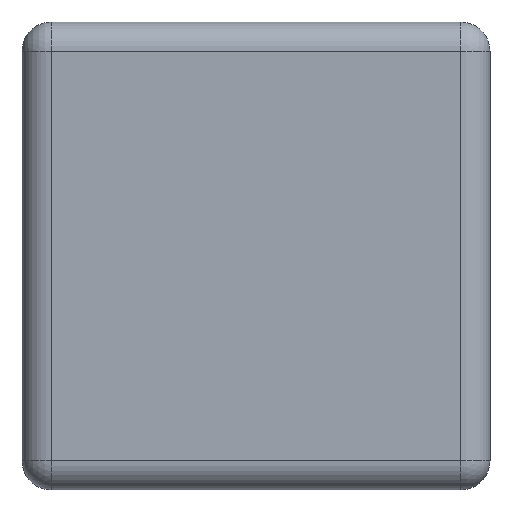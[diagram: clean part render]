
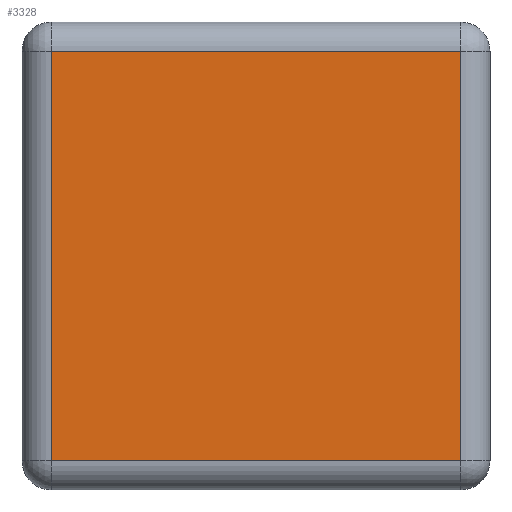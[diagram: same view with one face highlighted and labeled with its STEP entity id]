
A CAD part, left-side view. The second image highlights one B-rep face of the part: STEP entity #3328.
In plain terms, the highlighted planar face has unit normal (-1, 0, 0).
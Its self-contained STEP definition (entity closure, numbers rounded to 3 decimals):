
#15 = EDGE_CURVE ( 'NONE', #2817, #2732, #3004, .T. ) ;
#107 = CARTESIAN_POINT ( 'NONE',  ( -0.8, -0.4, 0.8 ) ) ;
#160 = DIRECTION ( 'NONE',  ( 0., 0., -1. ) ) ;
#181 = LINE ( 'NONE', #1815, #1927 ) ;
#272 = CARTESIAN_POINT ( 'NONE',  ( -0.8, 0.35, 0.75 ) ) ;
#717 = VERTEX_POINT ( 'NONE', #2304 ) ;
#744 = EDGE_CURVE ( 'NONE', #2732, #717, #1098, .T. ) ;
#989 = ORIENTED_EDGE ( 'NONE', *, *, #1489, .T. ) ;
#1011 = CARTESIAN_POINT ( 'NONE',  ( -0.8, 0.4, 0.75 ) ) ;
#1098 = LINE ( 'NONE', #1926, #5043 ) ;
#1489 = EDGE_CURVE ( 'NONE', #4914, #2817, #181, .T. ) ;
#1724 = EDGE_LOOP ( 'NONE', ( #4114, #1944, #4818, #989 ) ) ;
#1815 = CARTESIAN_POINT ( 'NONE',  ( -0.8, 0.35, 0.8 ) ) ;
#1926 = CARTESIAN_POINT ( 'NONE',  ( -0.8, -0.35, 0.8 ) ) ;
#1927 = VECTOR ( 'NONE', #160, 1000. ) ;
#1944 = ORIENTED_EDGE ( 'NONE', *, *, #744, .T. ) ;
#2087 = PLANE ( 'NONE',  #3141 ) ;
#2245 = DIRECTION ( 'NONE',  ( 0., 1., 0. ) ) ;
#2304 = CARTESIAN_POINT ( 'NONE',  ( -0.8, -0.35, 0.75 ) ) ;
#2500 = FACE_OUTER_BOUND ( 'NONE', #1724, .T. ) ;
#2521 = DIRECTION ( 'NONE',  ( 1., 0., 0. ) ) ;
#2732 = VERTEX_POINT ( 'NONE', #3073 ) ;
#2817 = VERTEX_POINT ( 'NONE', #3513 ) ;
#3004 = LINE ( 'NONE', #4687, #3267 ) ;
#3073 = CARTESIAN_POINT ( 'NONE',  ( -0.8, -0.35, 0.05 ) ) ;
#3141 = AXIS2_PLACEMENT_3D ( 'NONE', #107, #2521, #3768 ) ;
#3267 = VECTOR ( 'NONE', #3856, 1000. ) ;
#3328 = ADVANCED_FACE ( 'NONE', ( #2500 ), #2087, .F. ) ;
#3513 = CARTESIAN_POINT ( 'NONE',  ( -0.8, 0.35, 0.05 ) ) ;
#3592 = DIRECTION ( 'NONE',  ( 0., 0., 1. ) ) ;
#3768 = DIRECTION ( 'NONE',  ( 0., 0., -1. ) ) ;
#3856 = DIRECTION ( 'NONE',  ( 0., -1., 0. ) ) ;
#4057 = VECTOR ( 'NONE', #2245, 1000. ) ;
#4114 = ORIENTED_EDGE ( 'NONE', *, *, #15, .T. ) ;
#4555 = EDGE_CURVE ( 'NONE', #717, #4914, #5094, .T. ) ;
#4687 = CARTESIAN_POINT ( 'NONE',  ( -0.8, -0.4, 0.05 ) ) ;
#4818 = ORIENTED_EDGE ( 'NONE', *, *, #4555, .T. ) ;
#4914 = VERTEX_POINT ( 'NONE', #272 ) ;
#5043 = VECTOR ( 'NONE', #3592, 1000. ) ;
#5094 = LINE ( 'NONE', #1011, #4057 ) ;
